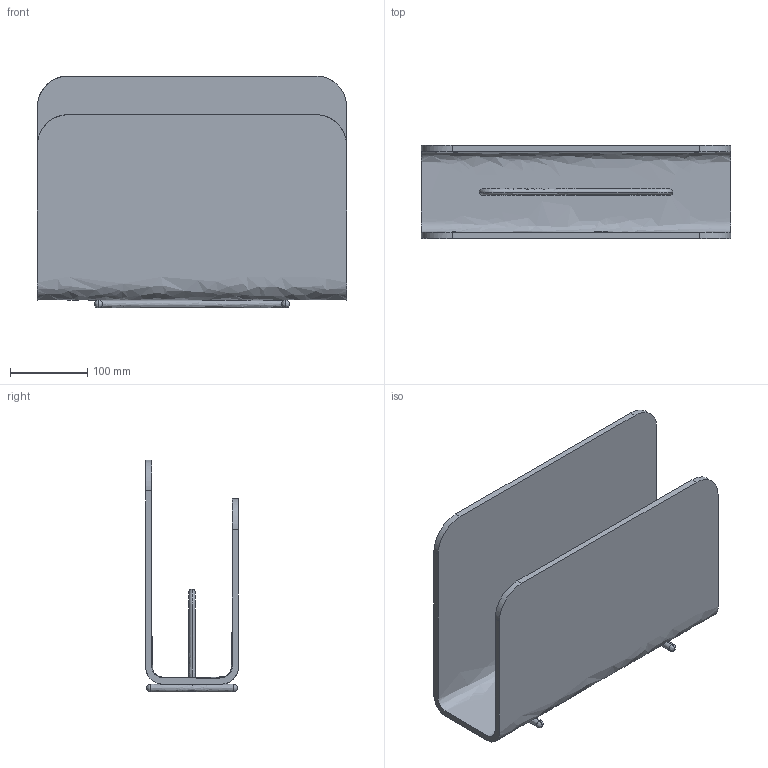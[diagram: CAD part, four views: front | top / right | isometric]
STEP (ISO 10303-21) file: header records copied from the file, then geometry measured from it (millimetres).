
FILE_DESCRIPTION(/* description */ (''),/* implementation_level */ '2;1');
FILE_NAME(/* name */ 'V40 - Vogue',/* time_stamp */ '2012-06-21T10:03:07+02:00',/* author */ (''),/* organization */ (''),/* preprocessor_version */ 'ST-DEVELOPER v10',/* originating_system */ '',/* authorisation */ '');
FILE_SCHEMA (('CONFIG_CONTROL_DESIGN'));
Length unit declared in the file: millimetre
Products named in the file (1): 1
Bounding box: 400 x 120 x 300 mm (x, y, z)
Volume: 1743485.6 mm3; surface area: 536398.1 mm2
Topology: 5 solids, 5 shells, 70 faces, 176 edges, 106 vertices
Faces by surface type: bspline 52, plane 18
Entity records: 3275 total; most frequent: CARTESIAN_POINT 2216, ORIENTED_EDGE 336, EDGE_CURVE 168, VERTEX_POINT 106, EDGE_LOOP 76, B_SPLINE_CURVE_WITH_KNOTS 73, ADVANCED_FACE 70, FACE_OUTER_BOUND 70
